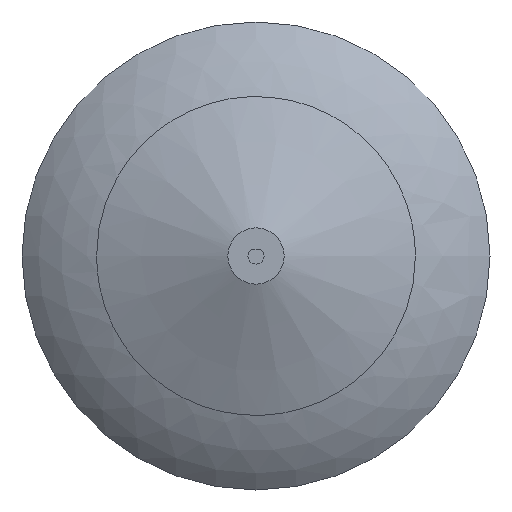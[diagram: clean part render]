
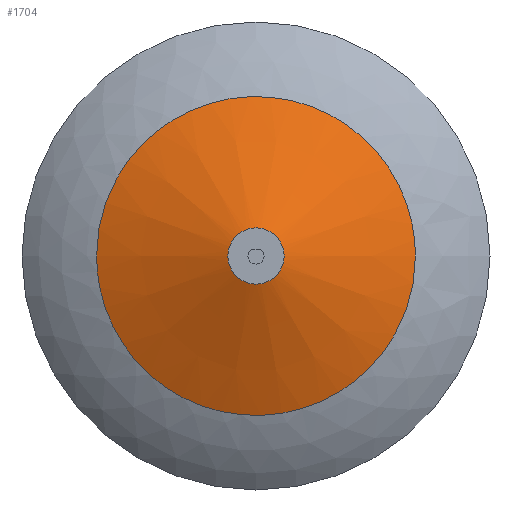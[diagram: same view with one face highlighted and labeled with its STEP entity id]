
A CAD part, front view. The second image highlights one B-rep face of the part: STEP entity #1704.
In plain terms, the highlighted conical face has half-angle 67.671 degrees and reference radius 39 mm.
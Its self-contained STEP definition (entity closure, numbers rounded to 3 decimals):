
#124=FACE_OUTER_BOUND('',#232,.T.);
#232=EDGE_LOOP('',(#1159,#1160,#1161,#1162,#1163));
#342=B_SPLINE_CURVE_WITH_KNOTS('',3,(#2273,#2274,#2275,#2276,#2277,#2278,
#2279,#2280,#2281,#2282,#2283,#2284,#2285,#2286,#2287,#2288,#2289,#2290,
#2291,#2292,#2293,#2294,#2295),.UNSPECIFIED.,.F.,.F.,(4,2,3,2,2,2,2,2,2,
2,4),(-3.503,-2.431,0.,1.377,2.753,
5.185,7.616,10.047,12.479,14.91,
16.105),.UNSPECIFIED.);
#343=B_SPLINE_CURVE_WITH_KNOTS('',3,(#2296,#2297,#2298,#2299,#2300,#2301,
#2302,#2303,#2304,#2305,#2306,#2307,#2308,#2309,#2310,#2311,#2312,#2313,
#2314,#2315),.UNSPECIFIED.,.F.,.F.,(4,2,2,2,2,2,2,2,2,4),(16.105,
17.341,19.773,22.204,24.636,27.067,
29.498,31.93,34.361,35.72),
 .UNSPECIFIED.);
#465=LINE('',#2271,#570);
#570=VECTOR('',#1943,39.);
#675=CIRCLE('',#1827,11.);
#719=VERTEX_POINT('',#2268);
#720=VERTEX_POINT('',#2270);
#721=VERTEX_POINT('',#2272);
#887=EDGE_CURVE('',#719,#719,#675,.T.);
#888=EDGE_CURVE('',#719,#720,#465,.T.);
#889=EDGE_CURVE('',#721,#720,#342,.T.);
#890=EDGE_CURVE('',#720,#721,#343,.T.);
#1159=ORIENTED_EDGE('',*,*,#887,.F.);
#1160=ORIENTED_EDGE('',*,*,#888,.T.);
#1161=ORIENTED_EDGE('',*,*,#889,.F.);
#1162=ORIENTED_EDGE('',*,*,#890,.F.);
#1163=ORIENTED_EDGE('',*,*,#888,.F.);
#1703=CONICAL_SURFACE('',#1826,39.,1.181);
#1704=ADVANCED_FACE('',(#124),#1703,.T.);
#1826=AXIS2_PLACEMENT_3D('',#2267,#1939,#1940);
#1827=AXIS2_PLACEMENT_3D('',#2269,#1941,#1942);
#1939=DIRECTION('center_axis',(0.,1.,0.));
#1940=DIRECTION('ref_axis',(1.,0.,0.));
#1941=DIRECTION('center_axis',(0.,-1.,0.));
#1942=DIRECTION('ref_axis',(1.,0.,0.));
#1943=DIRECTION('',(-0.925,0.38,0.));
#2267=CARTESIAN_POINT('Origin',(0.,11.5,0.));
#2268=CARTESIAN_POINT('',(-11.,0.,0.));
#2269=CARTESIAN_POINT('Origin',(0.,0.,0.));
#2270=CARTESIAN_POINT('',(-62.24,21.045,0.));
#2271=CARTESIAN_POINT('',(-39.,11.5,0.));
#2272=CARTESIAN_POINT('',(62.24,21.045,0.));
#2273=CARTESIAN_POINT('Ctrl Pts',(62.24,21.045,0.));
#2274=CARTESIAN_POINT('Ctrl Pts',(62.24,21.045,-3.557));
#2275=CARTESIAN_POINT('Ctrl Pts',(61.935,21.045,-7.116));
#2276=CARTESIAN_POINT('Ctrl Pts',(59.939,21.045,-18.622));
#2277=CARTESIAN_POINT('Ctrl Pts',(57.008,21.045,-26.261));
#2278=CARTESIAN_POINT('Ctrl Pts',(52.695,21.045,-33.122));
#2279=CARTESIAN_POINT('Ctrl Pts',(50.253,21.045,-37.007));
#2280=CARTESIAN_POINT('Ctrl Pts',(47.389,21.045,-40.61));
#2281=CARTESIAN_POINT('Ctrl Pts',(40.92,21.045,-47.121));
#2282=CARTESIAN_POINT('Ctrl Pts',(37.336,21.045,-50.009));
#2283=CARTESIAN_POINT('Ctrl Pts',(26.634,21.045,-56.834));
#2284=CARTESIAN_POINT('Ctrl Pts',(19.015,21.045,-59.816));
#2285=CARTESIAN_POINT('Ctrl Pts',(3.063,21.045,-62.691));
#2286=CARTESIAN_POINT('Ctrl Pts',(-5.118,21.045,-62.556));
#2287=CARTESIAN_POINT('Ctrl Pts',(-20.967,21.045,-59.16));
#2288=CARTESIAN_POINT('Ctrl Pts',(-28.484,21.045,-55.93));
#2289=CARTESIAN_POINT('Ctrl Pts',(-41.857,21.045,-46.77));
#2290=CARTESIAN_POINT('Ctrl Pts',(-47.585,21.045,-40.928));
#2291=CARTESIAN_POINT('Ctrl Pts',(-56.48,21.045,-27.378));
#2292=CARTESIAN_POINT('Ctrl Pts',(-59.561,21.045,-19.798));
#2293=CARTESIAN_POINT('Ctrl Pts',(-61.861,21.045,-7.931));
#2294=CARTESIAN_POINT('Ctrl Pts',(-62.24,21.045,-3.965));
#2295=CARTESIAN_POINT('Ctrl Pts',(-62.24,21.045,0.));
#2296=CARTESIAN_POINT('Ctrl Pts',(-62.24,21.045,0.));
#2297=CARTESIAN_POINT('Ctrl Pts',(-62.24,21.045,4.101));
#2298=CARTESIAN_POINT('Ctrl Pts',(-61.835,21.045,8.202));
#2299=CARTESIAN_POINT('Ctrl Pts',(-59.43,21.045,20.189));
#2300=CARTESIAN_POINT('Ctrl Pts',(-56.299,21.045,27.748));
#2301=CARTESIAN_POINT('Ctrl Pts',(-47.316,21.045,41.24));
#2302=CARTESIAN_POINT('Ctrl Pts',(-41.549,21.045,47.044));
#2303=CARTESIAN_POINT('Ctrl Pts',(-28.116,21.045,56.116));
#2304=CARTESIAN_POINT('Ctrl Pts',(-20.578,21.045,59.296));
#2305=CARTESIAN_POINT('Ctrl Pts',(-4.707,21.045,62.589));
#2306=CARTESIAN_POINT('Ctrl Pts',(3.474,21.045,62.669));
#2307=CARTESIAN_POINT('Ctrl Pts',(19.407,21.045,59.69));
#2308=CARTESIAN_POINT('Ctrl Pts',(27.006,21.045,56.658));
#2309=CARTESIAN_POINT('Ctrl Pts',(40.615,21.045,47.853));
#2310=CARTESIAN_POINT('Ctrl Pts',(46.495,21.045,42.163));
#2311=CARTESIAN_POINT('Ctrl Pts',(55.742,21.045,28.85));
#2312=CARTESIAN_POINT('Ctrl Pts',(59.021,21.045,21.355));
#2313=CARTESIAN_POINT('Ctrl Pts',(61.75,21.045,9.017));
#2314=CARTESIAN_POINT('Ctrl Pts',(62.24,21.045,4.51));
#2315=CARTESIAN_POINT('Ctrl Pts',(62.24,21.045,0.));
